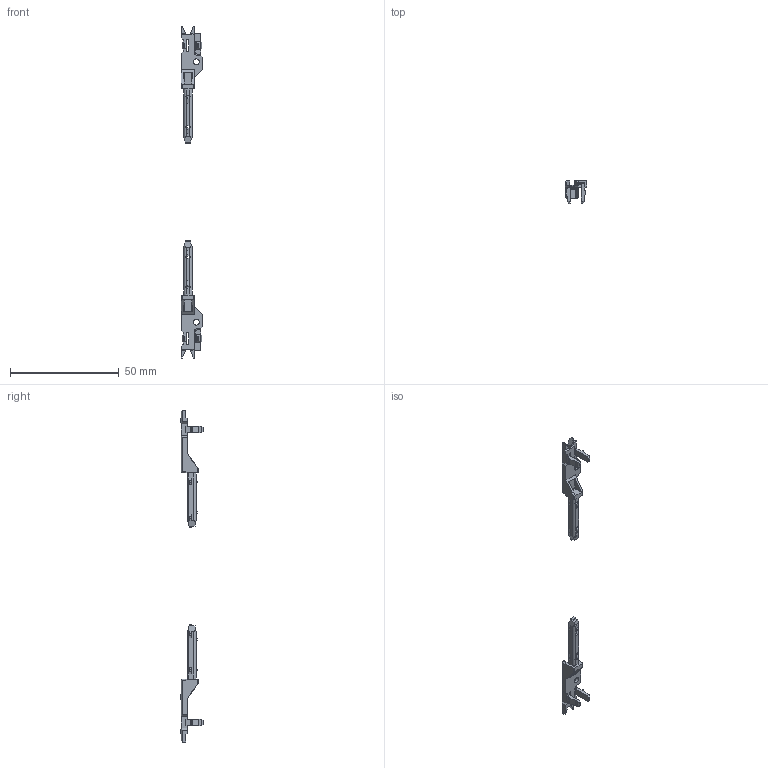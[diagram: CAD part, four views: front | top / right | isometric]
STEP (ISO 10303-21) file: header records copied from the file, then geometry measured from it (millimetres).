
FILE_DESCRIPTION(/* description */ ('','CAx-IF Rec.Pracs.---Representation and Presentation of Product Manufacturing Information (PMI)---4.0---2014-10-13'),/* implementation_level */ '2;1');
FILE_NAME(/* name */ '86020200_KF M 000 K 4,4.stp',/* time_stamp */ '2021-08-12T12:31:23+02:00',/* author */ ('Kotzmaier'),/* organization */ (''),/* preprocessor_version */ 'ST-DEVELOPER v17.2',/* originating_system */ 'Autodesk Inventor 2019',/* authorisation */ '');
FILE_SCHEMA (('AP242_MANAGED_MODEL_BASED_3D_ENGINEERING_MIM_LF { 1 0 10303 442 1 1 4 }'));
Length unit declared in the file: millimetre
Products named in the file (3): KF_M 000 K 4,4; KF_M 000 K 4,4_Bild; KF_M 000 K 4,4_Spiegelbild
Assembly tree (2 placements, depth 2):
  KF_M 000 K 4,4
    KF_M 000 K 4,4_Bild
    KF_M 000 K 4,4_Spiegelbild
Bounding box: 9.7 x 10.45 x 153 mm (x, y, z)
Volume: 1602.8 mm3; surface area: 2984.7 mm2
Topology: 2 solids, 2 shells, 799 faces, 2164 edges, 1408 vertices
Faces by surface type: plane 499, bspline 184, cylinder 98, torus 12, sphere 4, cone 2
Full cylindrical faces by diameter (mm): 2.7 x2, 5 x2
Entity records: 31414 total; most frequent: CARTESIAN_POINT 12339, ORIENTED_EDGE 4292, DIRECTION 3268, EDGE_CURVE 2146, LINE 1544, VECTOR 1544, VERTEX_POINT 1388, AXIS2_PLACEMENT_3D 862
